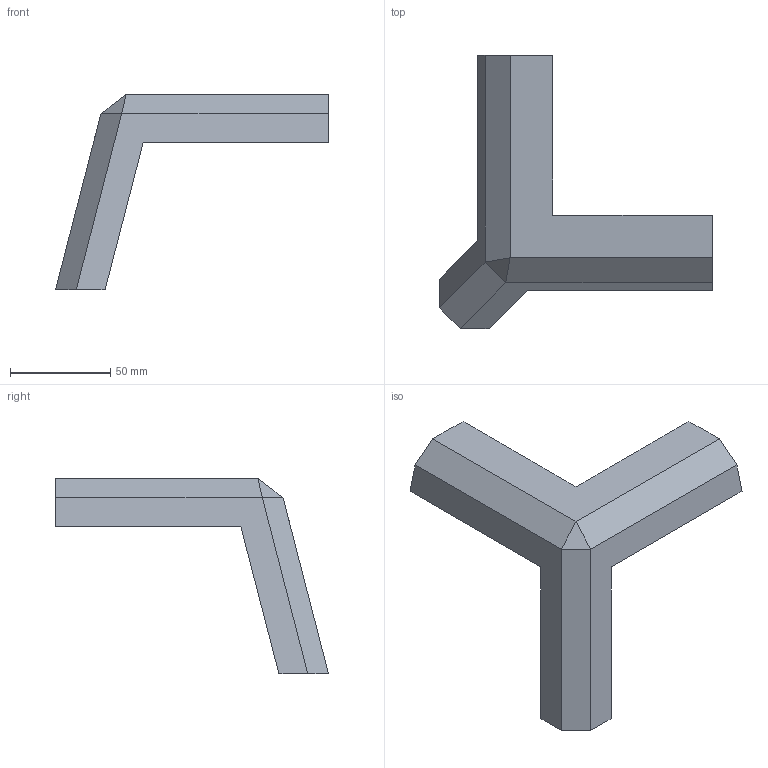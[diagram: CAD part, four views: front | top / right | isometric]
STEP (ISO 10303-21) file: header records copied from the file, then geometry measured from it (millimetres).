
FILE_DESCRIPTION (( 'STEP AP203' ), '1' );
FILE_NAME ('Top-Corner.V6.20mm.V2.STEP', '2021-07-08T14:25:14', ( '' ), ( '' ), 'SwSTEP 2.0', 'SolidWorks 2019', '' );
FILE_SCHEMA (( 'CONFIG_CONTROL_DESIGN' ));
Length unit declared in the file: millimetre
Products named in the file (1): Top-Corner.V6.20mm.V2
Bounding box: 135.77 x 135.77 x 97.47 mm (x, y, z)
Volume: 79950.2 mm3; surface area: 29201.8 mm2
Topology: 1 solids, 1 shells, 73 faces, 195 edges, 127 vertices
Faces by surface type: plane 65, cylinder 8
Entity records: 2312 total; most frequent: CARTESIAN_POINT 432, ORIENTED_EDGE 390, DIRECTION 345, EDGE_CURVE 195, LINE 173, VECTOR 173, VERTEX_POINT 127, AXIS2_PLACEMENT_3D 86
